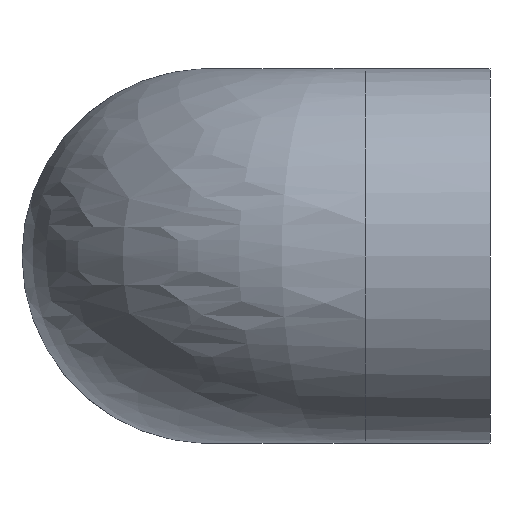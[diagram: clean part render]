
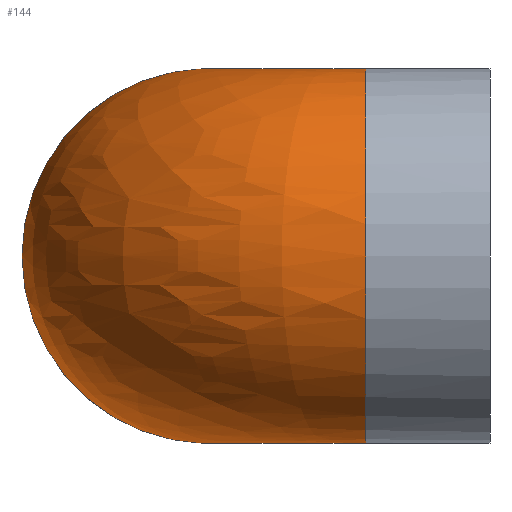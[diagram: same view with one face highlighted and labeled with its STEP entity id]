
A CAD part, left-side view. The second image highlights one B-rep face of the part: STEP entity #144.
In plain terms, the highlighted free-form (B-spline) face has degree [2, 2] with [9, 3] control points.
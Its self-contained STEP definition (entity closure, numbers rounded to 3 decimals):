
#15=(
BOUNDED_SURFACE()
B_SPLINE_SURFACE(2,2,((#275,#276,#277),(#278,#279,#280),(#281,#282,#283),
(#284,#285,#286),(#287,#288,#289),(#290,#291,#292),(#293,#294,#295),(#296,
#297,#298),(#299,#300,#301)),.UNSPECIFIED.,.F.,.F.,.F.)
B_SPLINE_SURFACE_WITH_KNOTS((3,2,2,2,3),(3,3),(-2.561,-1.281,
0.,1.281,2.561),(1.571,3.142),
 .UNSPECIFIED.)
GEOMETRIC_REPRESENTATION_ITEM()
RATIONAL_B_SPLINE_SURFACE(((1.,0.707,1.),(0.802,
0.567,0.802),(1.,0.707,1.),(0.802,
0.567,0.802),(1.,0.707,1.),(0.802,
0.567,0.802),(1.,0.707,1.),(0.802,
0.567,0.802),(1.,0.707,1.)))
REPRESENTATION_ITEM('')
SURFACE()
);
#35=FACE_OUTER_BOUND('',#48,.T.);
#48=EDGE_LOOP('',(#128,#129));
#67=CIRCLE('',#181,55.);
#68=CIRCLE('',#185,55.);
#78=VERTEX_POINT('',#264);
#79=VERTEX_POINT('',#266);
#93=EDGE_CURVE('',#78,#79,#67,.T.);
#95=EDGE_CURVE('',#78,#79,#68,.T.);
#128=ORIENTED_EDGE('',*,*,#95,.T.);
#129=ORIENTED_EDGE('',*,*,#93,.F.);
#144=ADVANCED_FACE('',(#35),#15,.F.);
#181=AXIS2_PLACEMENT_3D('',#267,#223,#224);
#185=AXIS2_PLACEMENT_3D('',#271,#231,#232);
#223=DIRECTION('center_axis',(0.,-1.,0.));
#224=DIRECTION('ref_axis',(-1.,0.,0.));
#231=DIRECTION('center_axis',(-1.,0.,0.));
#232=DIRECTION('ref_axis',(0.,1.,0.));
#264=CARTESIAN_POINT('',(46.,36.5,30.15));
#266=CARTESIAN_POINT('',(46.,36.5,-30.15));
#267=CARTESIAN_POINT('Origin',(0.,36.5,0.));
#271=CARTESIAN_POINT('Origin',(46.,82.5,0.));
#275=CARTESIAN_POINT('Ctrl Pts',(46.,36.5,-30.15));
#276=CARTESIAN_POINT('Ctrl Pts',(46.,36.5,-30.15));
#277=CARTESIAN_POINT('Ctrl Pts',(46.,36.5,-30.15));
#278=CARTESIAN_POINT('Ctrl Pts',(46.,58.964,-64.424));
#279=CARTESIAN_POINT('Ctrl Pts',(23.536,58.964,-64.424));
#280=CARTESIAN_POINT('Ctrl Pts',(23.536,36.5,-64.424));
#281=CARTESIAN_POINT('Ctrl Pts',(46.,98.232,-52.702));
#282=CARTESIAN_POINT('Ctrl Pts',(-15.732,98.232,-52.702));
#283=CARTESIAN_POINT('Ctrl Pts',(-15.732,36.5,-52.702));
#284=CARTESIAN_POINT('Ctrl Pts',(46.,137.5,-40.98));
#285=CARTESIAN_POINT('Ctrl Pts',(-55.,137.5,-40.98));
#286=CARTESIAN_POINT('Ctrl Pts',(-55.,36.5,-40.98));
#287=CARTESIAN_POINT('Ctrl Pts',(46.,137.5,0.));
#288=CARTESIAN_POINT('Ctrl Pts',(-55.,137.5,0.));
#289=CARTESIAN_POINT('Ctrl Pts',(-55.,36.5,0.));
#290=CARTESIAN_POINT('Ctrl Pts',(46.,137.5,40.98));
#291=CARTESIAN_POINT('Ctrl Pts',(-55.,137.5,40.98));
#292=CARTESIAN_POINT('Ctrl Pts',(-55.,36.5,40.98));
#293=CARTESIAN_POINT('Ctrl Pts',(46.,98.232,52.702));
#294=CARTESIAN_POINT('Ctrl Pts',(-15.732,98.232,52.702));
#295=CARTESIAN_POINT('Ctrl Pts',(-15.732,36.5,52.702));
#296=CARTESIAN_POINT('Ctrl Pts',(46.,58.964,64.424));
#297=CARTESIAN_POINT('Ctrl Pts',(23.536,58.964,64.424));
#298=CARTESIAN_POINT('Ctrl Pts',(23.536,36.5,64.424));
#299=CARTESIAN_POINT('Ctrl Pts',(46.,36.5,30.15));
#300=CARTESIAN_POINT('Ctrl Pts',(46.,36.5,30.15));
#301=CARTESIAN_POINT('Ctrl Pts',(46.,36.5,30.15));
